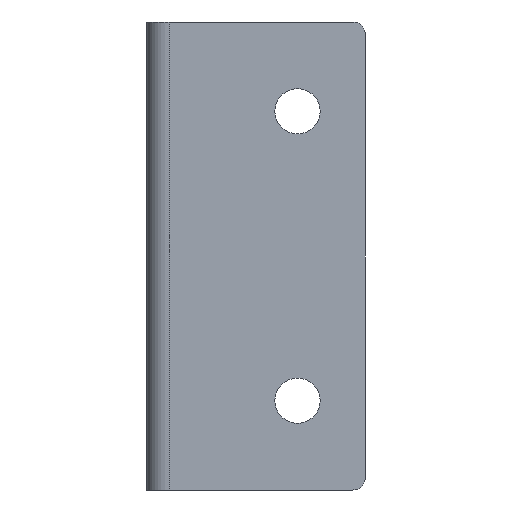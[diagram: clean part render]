
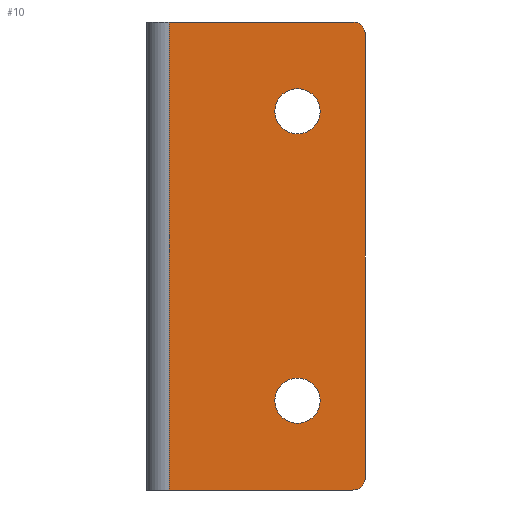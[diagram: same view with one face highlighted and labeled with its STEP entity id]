
A CAD part, front view. The second image highlights one B-rep face of the part: STEP entity #10.
In plain terms, the highlighted planar face has unit normal (0, -1, 0).
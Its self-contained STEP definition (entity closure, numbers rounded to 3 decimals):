
#10 = ADVANCED_FACE ( 'NONE', ( #682, #699, #702 ), #124, .F. ) ;
#29 = LINE ( 'NONE', #452, #49 ) ;
#30 = CIRCLE ( 'NONE', #234, 9. ) ;
#33 = CIRCLE ( 'NONE', #205, 9. ) ;
#35 = CIRCLE ( 'NONE', #230, 5. ) ;
#45 = LINE ( 'NONE', #383, #79 ) ;
#49 = VECTOR ( 'NONE', #316, 1000. ) ;
#76 = CIRCLE ( 'NONE', #247, 9. ) ;
#79 = VECTOR ( 'NONE', #311, 1000. ) ;
#115 = DIRECTION ( 'NONE',  ( 0., 0., 1. ) ) ;
#116 = DIRECTION ( 'NONE',  ( 0., 1., 0. ) ) ;
#117 = CARTESIAN_POINT ( 'NONE',  ( 9., 0., 186. ) ) ;
#124 = PLANE ( 'NONE',  #255 ) ;
#157 = VERTEX_POINT ( 'NONE', #517 ) ;
#158 = VERTEX_POINT ( 'NONE', #515 ) ;
#159 = VERTEX_POINT ( 'NONE', #514 ) ;
#160 = VERTEX_POINT ( 'NONE', #512 ) ;
#162 = VERTEX_POINT ( 'NONE', #510 ) ;
#165 = VERTEX_POINT ( 'NONE', #507 ) ;
#169 = VERTEX_POINT ( 'NONE', #503 ) ;
#170 = VERTEX_POINT ( 'NONE', #501 ) ;
#180 = VERTEX_POINT ( 'NONE', #307 ) ;
#185 = VERTEX_POINT ( 'NONE', #464 ) ;
#200 = EDGE_CURVE ( 'NONE', #158, #159, #706, .T. ) ;
#205 = AXIS2_PLACEMENT_3D ( 'NONE', #397, #315, #388 ) ;
#211 = EDGE_CURVE ( 'NONE', #162, #165, #638, .T. ) ;
#213 = EDGE_CURVE ( 'NONE', #157, #162, #637, .T. ) ;
#219 = EDGE_CURVE ( 'NONE', #170, #180, #586, .T. ) ;
#230 = AXIS2_PLACEMENT_3D ( 'NONE', #321, #486, #332 ) ;
#234 = AXIS2_PLACEMENT_3D ( 'NONE', #442, #325, #438 ) ;
#247 = AXIS2_PLACEMENT_3D ( 'NONE', #340, #359, #306 ) ;
#249 = AXIS2_PLACEMENT_3D ( 'NONE', #366, #485, #326 ) ;
#255 = AXIS2_PLACEMENT_3D ( 'NONE', #117, #116, #115 ) ;
#266 = AXIS2_PLACEMENT_3D ( 'NONE', #469, #453, #462 ) ;
#270 = EDGE_CURVE ( 'NONE', #185, #169, #33, .T. ) ;
#277 = EDGE_CURVE ( 'NONE', #158, #157, #45, .T. ) ;
#299 = EDGE_CURVE ( 'NONE', #160, #165, #29, .T. ) ;
#301 = EDGE_CURVE ( 'NONE', #160, #159, #35, .T. ) ;
#302 = EDGE_CURVE ( 'NONE', #180, #170, #30, .T. ) ;
#305 = EDGE_CURVE ( 'NONE', #169, #185, #76, .T. ) ;
#306 = DIRECTION ( 'NONE',  ( 0., 0., 1. ) ) ;
#307 = CARTESIAN_POINT ( 'NONE',  ( 60., 0., 159.5 ) ) ;
#309 = CARTESIAN_POINT ( 'NONE',  ( 9., 0., 186. ) ) ;
#311 = DIRECTION ( 'NONE',  ( 0., 0., -1. ) ) ;
#312 = DIRECTION ( 'NONE',  ( 1., 0., 0. ) ) ;
#315 = DIRECTION ( 'NONE',  ( 0., 1., 0. ) ) ;
#316 = DIRECTION ( 'NONE',  ( 0., 0., -1. ) ) ;
#321 = CARTESIAN_POINT ( 'NONE',  ( 82., 0., 181. ) ) ;
#325 = DIRECTION ( 'NONE',  ( 0., 1., 0. ) ) ;
#326 = DIRECTION ( 'NONE',  ( 0., 0., 1. ) ) ;
#329 = CARTESIAN_POINT ( 'NONE',  ( 9., 0., 0. ) ) ;
#332 = DIRECTION ( 'NONE',  ( 0., 0., 1. ) ) ;
#340 = CARTESIAN_POINT ( 'NONE',  ( 60., 0., 35.5 ) ) ;
#343 = DIRECTION ( 'NONE',  ( 1., 0., 0. ) ) ;
#359 = DIRECTION ( 'NONE',  ( 0., 1., 0. ) ) ;
#366 = CARTESIAN_POINT ( 'NONE',  ( 60., 0., 150.5 ) ) ;
#383 = CARTESIAN_POINT ( 'NONE',  ( 9., 0., 186. ) ) ;
#388 = DIRECTION ( 'NONE',  ( 0., 0., 1. ) ) ;
#397 = CARTESIAN_POINT ( 'NONE',  ( 60., 0., 35.5 ) ) ;
#438 = DIRECTION ( 'NONE',  ( 0., 0., 1. ) ) ;
#442 = CARTESIAN_POINT ( 'NONE',  ( 60., 0., 150.5 ) ) ;
#452 = CARTESIAN_POINT ( 'NONE',  ( 87., 0., 186. ) ) ;
#453 = DIRECTION ( 'NONE',  ( 0., -1., 0. ) ) ;
#462 = DIRECTION ( 'NONE',  ( 0., 0., 1. ) ) ;
#464 = CARTESIAN_POINT ( 'NONE',  ( 60., 0., 44.5 ) ) ;
#469 = CARTESIAN_POINT ( 'NONE',  ( 82., 0., 5. ) ) ;
#485 = DIRECTION ( 'NONE',  ( 0., 1., 0. ) ) ;
#486 = DIRECTION ( 'NONE',  ( 0., -1., 0. ) ) ;
#501 = CARTESIAN_POINT ( 'NONE',  ( 60., 0., 141.5 ) ) ;
#503 = CARTESIAN_POINT ( 'NONE',  ( 60., 0., 26.5 ) ) ;
#507 = CARTESIAN_POINT ( 'NONE',  ( 87., 0., 5. ) ) ;
#510 = CARTESIAN_POINT ( 'NONE',  ( 82., 0., 0. ) ) ;
#512 = CARTESIAN_POINT ( 'NONE',  ( 87., 0., 181. ) ) ;
#514 = CARTESIAN_POINT ( 'NONE',  ( 82., 0., 186. ) ) ;
#515 = CARTESIAN_POINT ( 'NONE',  ( 9., 0., 186. ) ) ;
#517 = CARTESIAN_POINT ( 'NONE',  ( 9., 0., 0. ) ) ;
#547 = ORIENTED_EDGE ( 'NONE', *, *, #213, .T. ) ;
#549 = ORIENTED_EDGE ( 'NONE', *, *, #301, .T. ) ;
#577 = ORIENTED_EDGE ( 'NONE', *, *, #200, .F. ) ;
#586 = CIRCLE ( 'NONE', #249, 9. ) ;
#590 = ORIENTED_EDGE ( 'NONE', *, *, #299, .F. ) ;
#609 = EDGE_LOOP ( 'NONE', ( #747, #729 ) ) ;
#612 = EDGE_LOOP ( 'NONE', ( #590, #549, #577, #721, #547, #659 ) ) ;
#635 = VECTOR ( 'NONE', #312, 1000. ) ;
#637 = LINE ( 'NONE', #329, #635 ) ;
#638 = CIRCLE ( 'NONE', #266, 5. ) ;
#659 = ORIENTED_EDGE ( 'NONE', *, *, #211, .T. ) ;
#665 = EDGE_LOOP ( 'NONE', ( #691, #740 ) ) ;
#682 = FACE_BOUND ( 'NONE', #665, .T. ) ;
#691 = ORIENTED_EDGE ( 'NONE', *, *, #302, .T. ) ;
#699 = FACE_BOUND ( 'NONE', #609, .T. ) ;
#702 = FACE_OUTER_BOUND ( 'NONE', #612, .T. ) ;
#705 = VECTOR ( 'NONE', #343, 1000. ) ;
#706 = LINE ( 'NONE', #309, #705 ) ;
#721 = ORIENTED_EDGE ( 'NONE', *, *, #277, .T. ) ;
#729 = ORIENTED_EDGE ( 'NONE', *, *, #305, .T. ) ;
#740 = ORIENTED_EDGE ( 'NONE', *, *, #219, .T. ) ;
#747 = ORIENTED_EDGE ( 'NONE', *, *, #270, .T. ) ;
